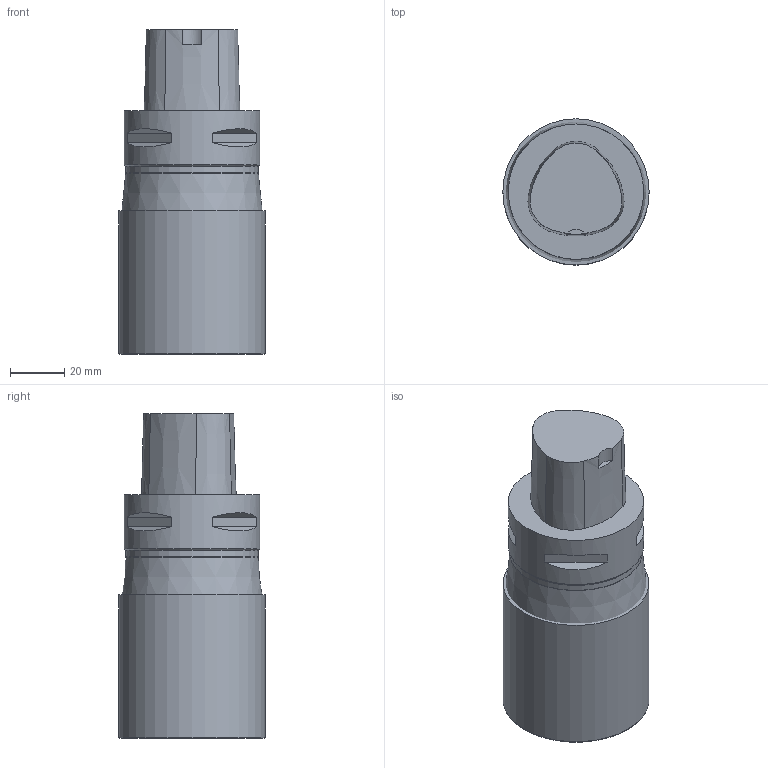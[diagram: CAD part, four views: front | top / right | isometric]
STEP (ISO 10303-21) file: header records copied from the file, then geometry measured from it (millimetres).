
FILE_DESCRIPTION(/* description */ ('3-D model version:1'),/* implementation_level */ '2;1');
FILE_NAME(/* name */ '690-054C5-1053H',/* time_stamp */ '2011-11-09T13:09:05+01:00',/* author */ ('CappDp'),/* organization */ ('AB Sandvik Coromant'),/* preprocessor_version */ 'ST-DEVELOPER v11',/* originating_system */ 'SIEMENS UGS NX 6.0',/* authorisation */ '');
FILE_SCHEMA (('AP203_CONFIGURATION_CONTROLLED_3D_DESIGN_OF_MECHANICAL_PARTS_AND_ASSEMBLIES_MIM_LF'));
Length unit declared in the file: millimetre
Products named in the file (1): 4690_1_3D
Bounding box: 54 x 54 x 120 mm (x, y, z)
Volume: 281365.8 mm3; surface area: 39142.1 mm2
Topology: 2 solids, 2 shells, 52 faces, 122 edges, 80 vertices
Faces by surface type: cone 22, plane 19, torus 6, cylinder 5
Full cylindrical faces by diameter (mm): 34 x1, 49 x1, 50 x1, 54 x1
Entity records: 1324 total; most frequent: DIRECTION 236, CARTESIAN_POINT 199, ORIENTED_EDGE 156, AXIS2_PLACEMENT_3D 107, EDGE_LOOP 86, EDGE_CURVE 78, FACE_BOUND 64, VERTEX_POINT 62
